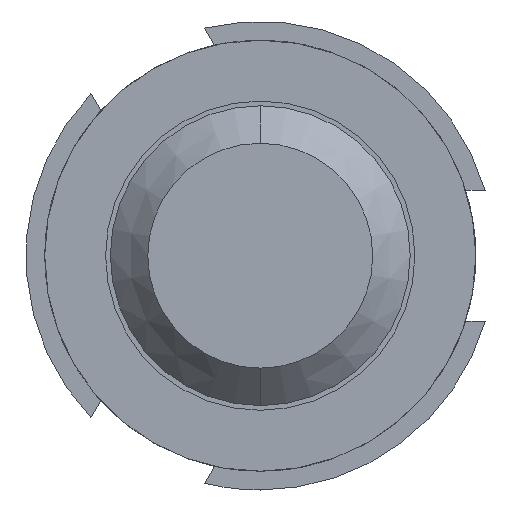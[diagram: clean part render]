
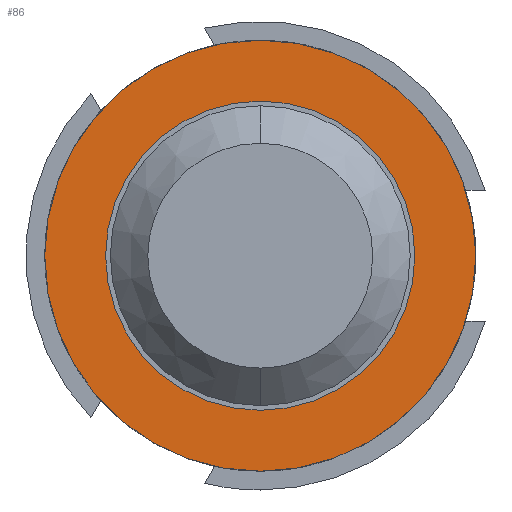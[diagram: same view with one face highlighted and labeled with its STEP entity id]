
A CAD part, front view. The second image highlights one B-rep face of the part: STEP entity #86.
In plain terms, the highlighted planar face has unit normal (0, -1, 0).
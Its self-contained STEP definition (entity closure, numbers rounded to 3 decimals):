
#61 = DIRECTION ( 'NONE',  ( 0., 0., 1. ) ) ;
#86 = ADVANCED_FACE ( 'Defeature ausgef�hrt4_46', ( #1994, #1763 ), #2068, .F. ) ;
#322 = CIRCLE ( 'NONE', #3122, 1.15 ) ;
#502 = ORIENTED_EDGE ( 'NONE', *, *, #3042, .F. ) ;
#525 = AXIS2_PLACEMENT_3D ( 'NONE', #3968, #3581, #1521 ) ;
#826 = ORIENTED_EDGE ( 'NONE', *, *, #2129, .T. ) ;
#837 = DIRECTION ( 'NONE',  ( 0., 0., 1. ) ) ;
#849 = DIRECTION ( 'NONE',  ( 0., 1., 0. ) ) ;
#898 = EDGE_LOOP ( 'NONE', ( #826, #2338 ) ) ;
#1099 = VERTEX_POINT ( 'NONE', #1928 ) ;
#1128 = EDGE_CURVE ( 'Defeature ausgef�hrt4_46+Defeature ausgef�hrt4_45+Defeature ausgef�hrt4_45+Defeature ausgef�hrt4_45', #3089, #1664, #3923, .T. ) ;
#1494 = DIRECTION ( 'NONE',  ( 0., 1., 0. ) ) ;
#1521 = DIRECTION ( 'NONE',  ( 0., 0., 1. ) ) ;
#1560 = DIRECTION ( 'NONE',  ( 0., 1., 0. ) ) ;
#1594 = CARTESIAN_POINT ( 'NONE',  ( 0., -1.5, 0. ) ) ;
#1664 = VERTEX_POINT ( 'NONE', #4036 ) ;
#1687 = CARTESIAN_POINT ( 'NONE',  ( 0., -1.5, -0.825 ) ) ;
#1763 = FACE_BOUND ( 'NONE', #898, .T. ) ;
#1928 = CARTESIAN_POINT ( 'NONE',  ( 0., -1.5, 1.15 ) ) ;
#1994 = FACE_OUTER_BOUND ( 'NONE', #4140, .T. ) ;
#2068 = PLANE ( 'NONE',  #2221 ) ;
#2129 = EDGE_CURVE ( 'Defeature ausgef�hrt4_46+Defeature ausgef�hrt4_45+Defeature ausgef�hrt4_45+Defeature ausgef�hrt4_45', #1664, #3089, #3573, .T. ) ;
#2207 = CARTESIAN_POINT ( 'NONE',  ( 0., -1.5, 0. ) ) ;
#2221 = AXIS2_PLACEMENT_3D ( 'NONE', #4587, #4214, #2448 ) ;
#2274 = CARTESIAN_POINT ( 'NONE',  ( 0., -1.5, 0. ) ) ;
#2301 = AXIS2_PLACEMENT_3D ( 'NONE', #2274, #1560, #4055 ) ;
#2338 = ORIENTED_EDGE ( 'NONE', *, *, #1128, .T. ) ;
#2448 = DIRECTION ( 'NONE',  ( 0., 0., 1. ) ) ;
#2825 = CARTESIAN_POINT ( 'NONE',  ( 0., -1.5, -1.15 ) ) ;
#2979 = CIRCLE ( 'NONE', #3728, 1.15 ) ;
#3042 = EDGE_CURVE ( 'Defeature ausgef�hrt4_42+Defeature ausgef�hrt4_46+Defeature ausgef�hrt4_46+Defeature ausgef�hrt4_46', #1099, #4111, #322, .T. ) ;
#3089 = VERTEX_POINT ( 'NONE', #1687 ) ;
#3122 = AXIS2_PLACEMENT_3D ( 'NONE', #1594, #849, #837 ) ;
#3573 = CIRCLE ( 'NONE', #525, 0.825 ) ;
#3581 = DIRECTION ( 'NONE',  ( 0., 1., 0. ) ) ;
#3728 = AXIS2_PLACEMENT_3D ( 'NONE', #2207, #1494, #61 ) ;
#3923 = CIRCLE ( 'NONE', #2301, 0.825 ) ;
#3968 = CARTESIAN_POINT ( 'NONE',  ( 0., -1.5, 0. ) ) ;
#4036 = CARTESIAN_POINT ( 'NONE',  ( 0., -1.5, 0.825 ) ) ;
#4055 = DIRECTION ( 'NONE',  ( 0., 0., 1. ) ) ;
#4111 = VERTEX_POINT ( 'NONE', #2825 ) ;
#4140 = EDGE_LOOP ( 'NONE', ( #502, #4143 ) ) ;
#4143 = ORIENTED_EDGE ( 'NONE', *, *, #4525, .F. ) ;
#4214 = DIRECTION ( 'NONE',  ( 0., 1., 0. ) ) ;
#4525 = EDGE_CURVE ( 'Defeature ausgef�hrt4_42+Defeature ausgef�hrt4_46+Defeature ausgef�hrt4_46+Defeature ausgef�hrt4_46', #4111, #1099, #2979, .T. ) ;
#4587 = CARTESIAN_POINT ( 'NONE',  ( 0.825, -1.5, 0. ) ) ;
